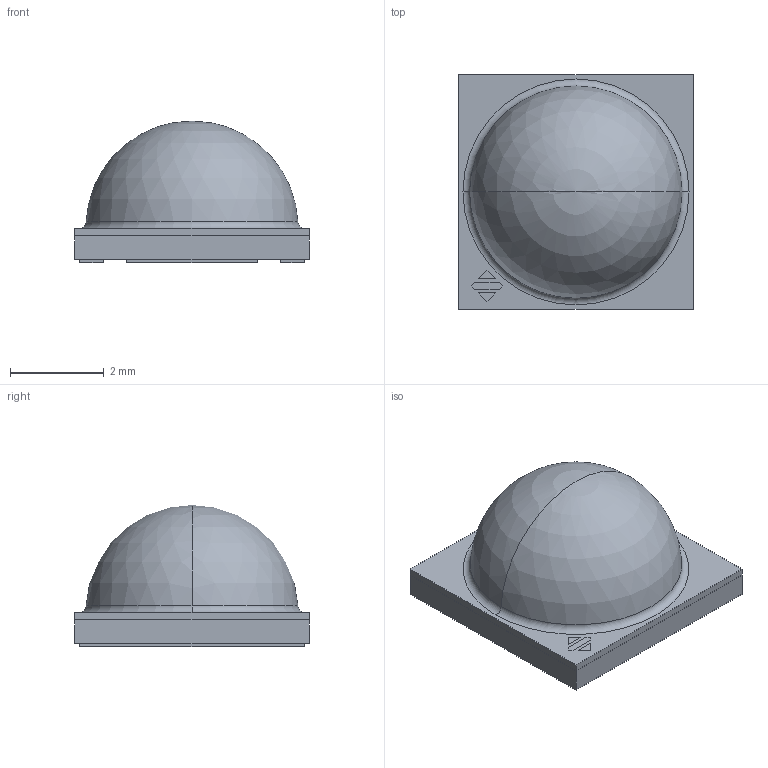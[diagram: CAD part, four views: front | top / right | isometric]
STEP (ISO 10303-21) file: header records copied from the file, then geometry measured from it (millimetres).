
FILE_DESCRIPTION((''),'2;1');
FILE_NAME('2610-00128_COMP_ASM','2019-09-20T10:28:45',('dcronin'),(''),'CREO PARAMETRIC BY PTC INC, 2017380','CREO PARAMETRIC BY PTC INC, 2017380','');
FILE_SCHEMA(('CONFIG_CONTROL_DESIGN'));
Length unit declared in the file: millimetre
Products named in the file (7): 2610-00128-CERAMIC; 2610-00128-BOTTOM-TRACE; 2610-00128-TOP-TRACE; 2610-00128-SUB_ASM; 2610-00128_COMP-DOME; 2610-00128-LOGO; 2610-00128_COMP_ASM
Assembly tree (6 placements, depth 3):
  2610-00128_COMP_ASM
    2610-00128-SUB_ASM
      2610-00128-CERAMIC
      2610-00128-BOTTOM-TRACE
      2610-00128-TOP-TRACE
    2610-00128_COMP-DOME
    2610-00128-LOGO
Bounding box: 5 x 5 x 3.02 mm (x, y, z)
Volume: 44.1 mm3; surface area: 214.2 mm2
Topology: 9 solids, 9 shells, 105 faces, 250 edges, 165 vertices
Faces by surface type: plane 85, cone 8, cylinder 8, sphere 2, torus 2
Entity records: 3202 total; most frequent: CARTESIAN_POINT 534, DIRECTION 530, ORIENTED_EDGE 496, EDGE_CURVE 248, VECTOR 208, LINE 208, VERTEX_POINT 165, AXIS2_PLACEMENT_3D 161
